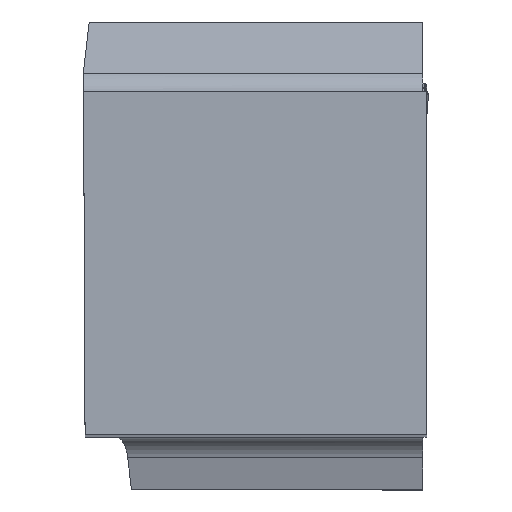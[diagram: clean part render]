
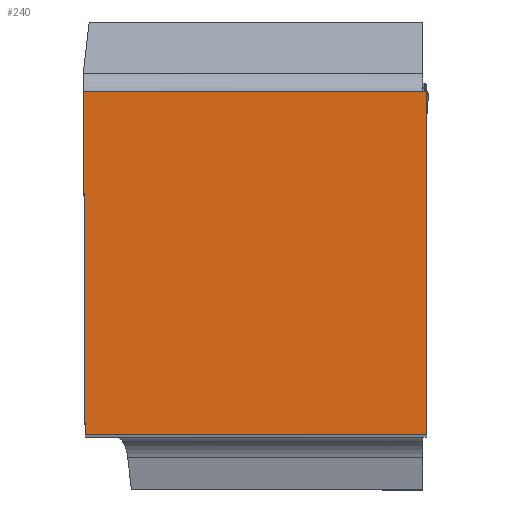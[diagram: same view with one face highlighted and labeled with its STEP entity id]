
A CAD part, top view. The second image highlights one B-rep face of the part: STEP entity #240.
In plain terms, the highlighted planar face has unit normal (0, 0, 1).
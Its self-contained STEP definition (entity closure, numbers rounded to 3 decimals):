
#240=ADVANCED_FACE('CU_BACK_SU1',(#369),#321,.F.);
#321=PLANE('',#1813);
#369=FACE_OUTER_BOUND('',#453,.T.);
#453=EDGE_LOOP('',(#639,#640,#641,#642));
#639=ORIENTED_EDGE('',*,*,#1184,.T.);
#640=ORIENTED_EDGE('',*,*,#1243,.T.);
#641=ORIENTED_EDGE('',*,*,#1244,.T.);
#642=ORIENTED_EDGE('',*,*,#1158,.F.);
#1002=VERTEX_POINT('',#2411);
#1003=VERTEX_POINT('',#2413);
#1022=VERTEX_POINT('',#2463);
#1071=VERTEX_POINT('',#2607);
#1158=EDGE_CURVE('',#1002,#1003,#1394,.T.);
#1184=EDGE_CURVE('',#1002,#1022,#1413,.T.);
#1243=EDGE_CURVE('',#1022,#1071,#1448,.T.);
#1244=EDGE_CURVE('',#1071,#1003,#1449,.T.);
#1394=LINE('',#2412,#1545);
#1413=LINE('',#2464,#1564);
#1448=LINE('',#2606,#1599);
#1449=LINE('',#2608,#1600);
#1545=VECTOR('',#1939,1.);
#1564=VECTOR('',#1984,1.);
#1599=VECTOR('',#2075,1.);
#1600=VECTOR('',#2076,1.);
#1813=AXIS2_PLACEMENT_3D('',#2609,#2077,#2078);
#1939=DIRECTION('',(-0.004,1.,0.));
#1984=DIRECTION('',(1.,0.,0.));
#2075=DIRECTION('',(0.,1.,0.));
#2076=DIRECTION('',(-1.,0.,0.));
#2077=DIRECTION('',(0.,0.,-1.));
#2078=DIRECTION('',(-1.,0.,0.));
#2411=CARTESIAN_POINT('',(0.087,0.,0.));
#2412=CARTESIAN_POINT('',(-0.086,39.712,0.));
#2413=CARTESIAN_POINT('',(0.,19.9,0.));
#2463=CARTESIAN_POINT('',(19.9,0.,0.));
#2464=CARTESIAN_POINT('',(43.005,0.,0.));
#2606=CARTESIAN_POINT('',(19.9,39.9,0.));
#2607=CARTESIAN_POINT('',(19.9,19.9,0.));
#2608=CARTESIAN_POINT('',(43.005,19.9,0.));
#2609=CARTESIAN_POINT('',(43.005,39.9,0.));
